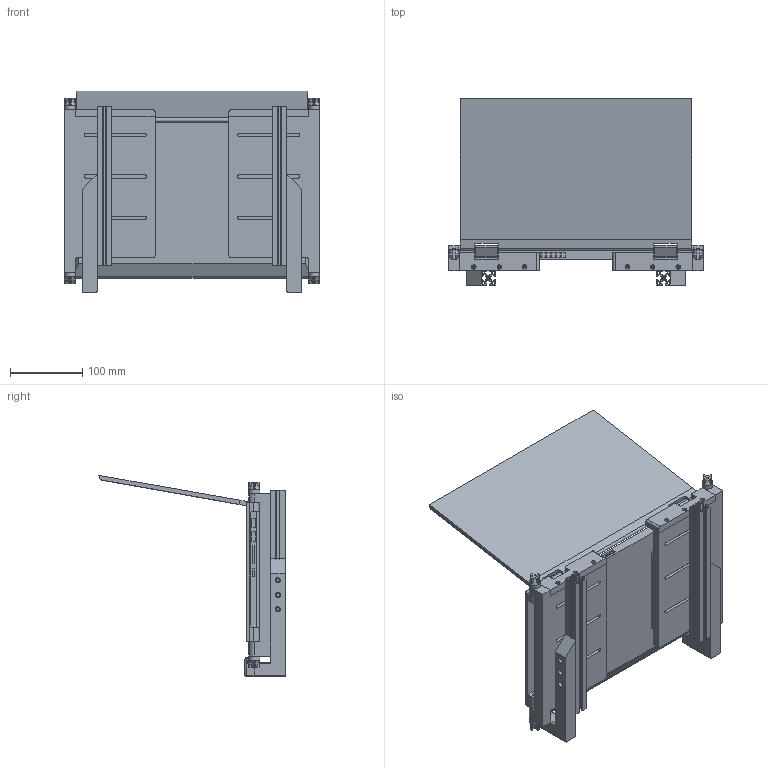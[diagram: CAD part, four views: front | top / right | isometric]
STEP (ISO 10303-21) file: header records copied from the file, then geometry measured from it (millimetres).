
FILE_DESCRIPTION(/* description */ (''),/* implementation_level */ '2;1');
FILE_NAME(/* name */ 'assembly.step',/* time_stamp */ '2025-12-23T23:21:20+09:00',/* author */ (''),/* organization */ (''),/* preprocessor_version */ 'ST-DEVELOPER v20.1',/* originating_system */ 'Autodesk Translation Framework v14.21.0.0',/* authorisation */ '');
FILE_SCHEMA (('AUTOMOTIVE_DESIGN { 1 0 10303 214 3 1 1 }'));
Length unit declared in the file: millimetre
Products named in the file (16): assembly; LENOVO ideapad flex 550i; コンポーネント1; コンポーネント2; L_assembly; front_stopper_L; base_L; rear_stopper_L; clamp_L_14mm; R_assembly; base_R; front_stopper_R; AFS-2020-4-220; rear_stopper_R; knob; clamp_R_14mm
Assembly tree (19 placements, depth 3):
  assembly
    LENOVO ideapad flex 550i
      コンポーネント1
      コンポーネント2
    L_assembly
      front_stopper_L
      base_L
      AFS-2020-4-220
      rear_stopper_L
      knob  x2
      clamp_L_14mm
    R_assembly
      base_R
      front_stopper_R
      AFS-2020-4-220
      rear_stopper_R
      knob  x2
      clamp_R_14mm
Bounding box: 352 x 257.29 x 277.92 mm (x, y, z)
Volume: 2170368.8 mm3; surface area: 785467.8 mm2
Topology: 108 solids, 108 shells, 1483 faces, 3577 edges, 2342 vertices
Faces by surface type: plane 1085, cylinder 281, cone 62, bspline 51, sphere 4
Full cylindrical faces by diameter (mm): 2.8 x46, 3.3 x2, 3.5 x1, 4 x9, 4.4 x14, 6 x10, 7 x6, 15 x4
Entity records: 37680 total; most frequent: CARTESIAN_POINT 7343, ORIENTED_EDGE 6054, DIRECTION 5887, EDGE_CURVE 3027, LINE 2463, VECTOR 2463, VERTEX_POINT 2002, AXIS2_PLACEMENT_3D 1712
